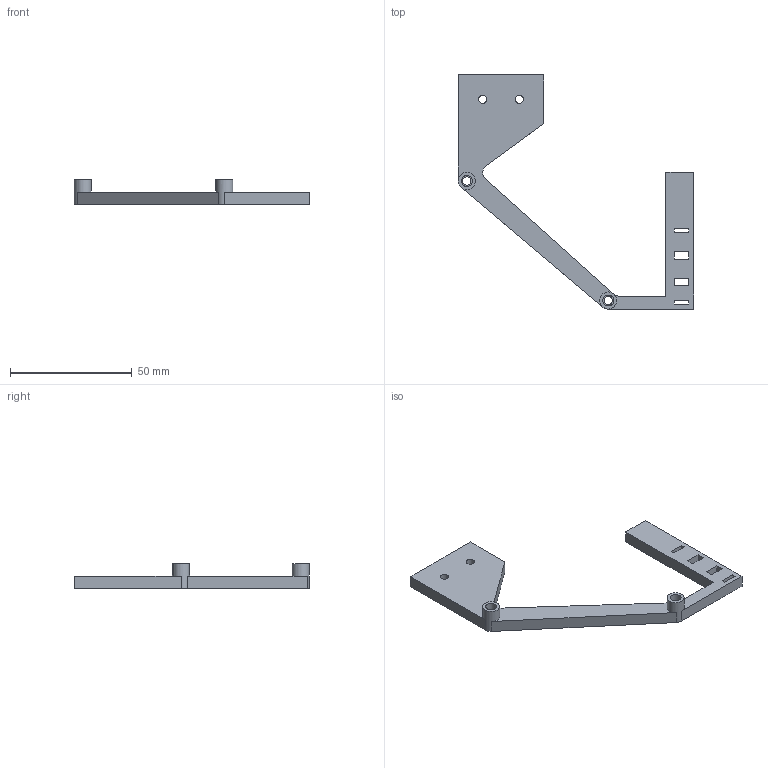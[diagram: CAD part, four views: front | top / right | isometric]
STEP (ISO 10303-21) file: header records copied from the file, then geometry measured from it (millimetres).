
FILE_DESCRIPTION(('FreeCAD Model'),'2;1');
FILE_NAME('Open CASCADE Shape Model','2025-05-08T18:08:13',(''),(''), 'Open CASCADE STEP processor 7.8','FreeCAD','Unknown');
FILE_SCHEMA(('AUTOMOTIVE_DESIGN { 1 0 10303 214 1 1 1 1 }'));
Length unit declared in the file: millimetre
Products named in the file (1): Body
Bounding box: 96.5 x 96 x 10 mm (x, y, z)
Volume: 12460.4 mm3; surface area: 8102.1 mm2
Topology: 1 solids, 1 shells, 45 faces, 120 edges, 79 vertices
Faces by surface type: plane 35, cylinder 10
Full cylindrical faces by diameter (mm): 3.4 x4, 4.5 x2, 7 x2
Entity records: 1449 total; most frequent: CARTESIAN_POINT 247, ORIENTED_EDGE 240, DIRECTION 237, EDGE_CURVE 120, LINE 91, VECTOR 91, VERTEX_POINT 79, AXIS2_PLACEMENT_3D 73
